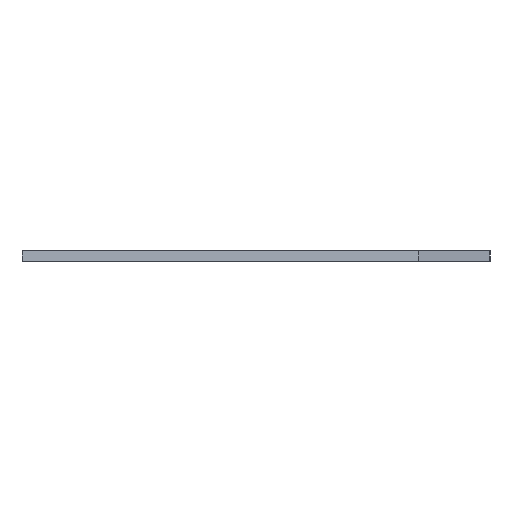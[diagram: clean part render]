
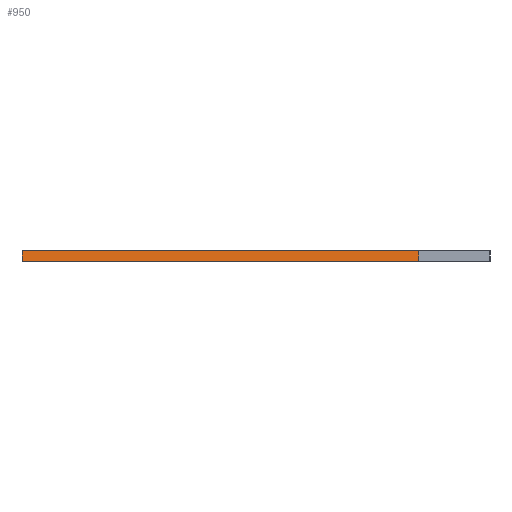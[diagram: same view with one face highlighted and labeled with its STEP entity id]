
A CAD part, left-side view. The second image highlights one B-rep face of the part: STEP entity #950.
In plain terms, the highlighted planar face has unit normal (-0.819, -0.574, 0).
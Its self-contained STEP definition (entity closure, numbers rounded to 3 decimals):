
#22 = VERTEX_POINT('',#23);
#23 = CARTESIAN_POINT('',(0.,0.,0.));
#32 = PLANE('',#33);
#33 = AXIS2_PLACEMENT_3D('',#34,#35,#36);
#34 = CARTESIAN_POINT('',(25.372,94.545,0.));
#35 = DIRECTION('',(0.,0.,1.));
#36 = DIRECTION('',(1.,0.,0.));
#44 = PLANE('',#45);
#45 = AXIS2_PLACEMENT_3D('',#46,#47,#48);
#46 = CARTESIAN_POINT('',(0.,0.,0.));
#47 = DIRECTION('',(0.,1.,0.));
#48 = DIRECTION('',(1.,0.,0.));
#197 = VERTEX_POINT('',#198);
#198 = CARTESIAN_POINT('',(-156.586,223.629,0.));
#212 = PLANE('',#213);
#213 = AXIS2_PLACEMENT_3D('',#214,#215,#216);
#214 = CARTESIAN_POINT('',(38.414,223.629,0.));
#215 = DIRECTION('',(0.,-1.,0.));
#216 = DIRECTION('',(-1.,0.,0.));
#224 = EDGE_CURVE('',#197,#22,#225,.T.);
#225 = SURFACE_CURVE('',#226,(#230,#237),.PCURVE_S1.);
#226 = LINE('',#227,#228);
#227 = CARTESIAN_POINT('',(-156.586,223.629,0.));
#228 = VECTOR('',#229,1.);
#229 = DIRECTION('',(0.574,-0.819,0.));
#230 = PCURVE('',#32,#231);
#231 = DEFINITIONAL_REPRESENTATION('',(#232),#236);
#232 = LINE('',#233,#234);
#233 = CARTESIAN_POINT('',(-181.958,129.083));
#234 = VECTOR('',#235,1.);
#235 = DIRECTION('',(0.574,-0.819));
#236 = ( GEOMETRIC_REPRESENTATION_CONTEXT(2) 
PARAMETRIC_REPRESENTATION_CONTEXT() REPRESENTATION_CONTEXT('2D SPACE',''
  ) );
#237 = PCURVE('',#238,#243);
#238 = PLANE('',#239);
#239 = AXIS2_PLACEMENT_3D('',#240,#241,#242);
#240 = CARTESIAN_POINT('',(-156.586,223.629,0.));
#241 = DIRECTION('',(0.819,0.574,0.));
#242 = DIRECTION('',(0.574,-0.819,0.));
#243 = DEFINITIONAL_REPRESENTATION('',(#244),#248);
#244 = LINE('',#245,#246);
#245 = CARTESIAN_POINT('',(0.,0.));
#246 = VECTOR('',#247,1.);
#247 = DIRECTION('',(1.,0.));
#248 = ( GEOMETRIC_REPRESENTATION_CONTEXT(2) 
PARAMETRIC_REPRESENTATION_CONTEXT() REPRESENTATION_CONTEXT('2D SPACE',''
  ) );
#878 = EDGE_CURVE('',#22,#879,#881,.T.);
#879 = VERTEX_POINT('',#880);
#880 = CARTESIAN_POINT('',(0.,0.,6.));
#881 = SURFACE_CURVE('',#882,(#886,#893),.PCURVE_S1.);
#882 = LINE('',#883,#884);
#883 = CARTESIAN_POINT('',(0.,0.,0.));
#884 = VECTOR('',#885,1.);
#885 = DIRECTION('',(0.,0.,1.));
#886 = PCURVE('',#44,#887);
#887 = DEFINITIONAL_REPRESENTATION('',(#888),#892);
#888 = LINE('',#889,#890);
#889 = CARTESIAN_POINT('',(0.,0.));
#890 = VECTOR('',#891,1.);
#891 = DIRECTION('',(0.,-1.));
#892 = ( GEOMETRIC_REPRESENTATION_CONTEXT(2) 
PARAMETRIC_REPRESENTATION_CONTEXT() REPRESENTATION_CONTEXT('2D SPACE',''
  ) );
#893 = PCURVE('',#238,#894);
#894 = DEFINITIONAL_REPRESENTATION('',(#895),#899);
#895 = LINE('',#896,#897);
#896 = CARTESIAN_POINT('',(273.,0.));
#897 = VECTOR('',#898,1.);
#898 = DIRECTION('',(0.,-1.));
#899 = ( GEOMETRIC_REPRESENTATION_CONTEXT(2) 
PARAMETRIC_REPRESENTATION_CONTEXT() REPRESENTATION_CONTEXT('2D SPACE',''
  ) );
#917 = PLANE('',#918);
#918 = AXIS2_PLACEMENT_3D('',#919,#920,#921);
#919 = CARTESIAN_POINT('',(25.372,94.545,6.));
#920 = DIRECTION('',(0.,0.,1.));
#921 = DIRECTION('',(1.,0.,0.));
#950 = ADVANCED_FACE('',(#951),#238,.F.);
#951 = FACE_BOUND('',#952,.F.);
#952 = EDGE_LOOP('',(#953,#976,#997,#998));
#953 = ORIENTED_EDGE('',*,*,#954,.T.);
#954 = EDGE_CURVE('',#197,#955,#957,.T.);
#955 = VERTEX_POINT('',#956);
#956 = CARTESIAN_POINT('',(-156.586,223.629,6.));
#957 = SURFACE_CURVE('',#958,(#962,#969),.PCURVE_S1.);
#958 = LINE('',#959,#960);
#959 = CARTESIAN_POINT('',(-156.586,223.629,0.));
#960 = VECTOR('',#961,1.);
#961 = DIRECTION('',(0.,0.,1.));
#962 = PCURVE('',#238,#963);
#963 = DEFINITIONAL_REPRESENTATION('',(#964),#968);
#964 = LINE('',#965,#966);
#965 = CARTESIAN_POINT('',(0.,0.));
#966 = VECTOR('',#967,1.);
#967 = DIRECTION('',(0.,-1.));
#968 = ( GEOMETRIC_REPRESENTATION_CONTEXT(2) 
PARAMETRIC_REPRESENTATION_CONTEXT() REPRESENTATION_CONTEXT('2D SPACE',''
  ) );
#969 = PCURVE('',#212,#970);
#970 = DEFINITIONAL_REPRESENTATION('',(#971),#975);
#971 = LINE('',#972,#973);
#972 = CARTESIAN_POINT('',(195.,0.));
#973 = VECTOR('',#974,1.);
#974 = DIRECTION('',(0.,-1.));
#975 = ( GEOMETRIC_REPRESENTATION_CONTEXT(2) 
PARAMETRIC_REPRESENTATION_CONTEXT() REPRESENTATION_CONTEXT('2D SPACE',''
  ) );
#976 = ORIENTED_EDGE('',*,*,#977,.T.);
#977 = EDGE_CURVE('',#955,#879,#978,.T.);
#978 = SURFACE_CURVE('',#979,(#983,#990),.PCURVE_S1.);
#979 = LINE('',#980,#981);
#980 = CARTESIAN_POINT('',(-156.586,223.629,6.));
#981 = VECTOR('',#982,1.);
#982 = DIRECTION('',(0.574,-0.819,0.));
#983 = PCURVE('',#238,#984);
#984 = DEFINITIONAL_REPRESENTATION('',(#985),#989);
#985 = LINE('',#986,#987);
#986 = CARTESIAN_POINT('',(0.,-6.));
#987 = VECTOR('',#988,1.);
#988 = DIRECTION('',(1.,0.));
#989 = ( GEOMETRIC_REPRESENTATION_CONTEXT(2) 
PARAMETRIC_REPRESENTATION_CONTEXT() REPRESENTATION_CONTEXT('2D SPACE',''
  ) );
#990 = PCURVE('',#917,#991);
#991 = DEFINITIONAL_REPRESENTATION('',(#992),#996);
#992 = LINE('',#993,#994);
#993 = CARTESIAN_POINT('',(-181.958,129.083));
#994 = VECTOR('',#995,1.);
#995 = DIRECTION('',(0.574,-0.819));
#996 = ( GEOMETRIC_REPRESENTATION_CONTEXT(2) 
PARAMETRIC_REPRESENTATION_CONTEXT() REPRESENTATION_CONTEXT('2D SPACE',''
  ) );
#997 = ORIENTED_EDGE('',*,*,#878,.F.);
#998 = ORIENTED_EDGE('',*,*,#224,.F.);
